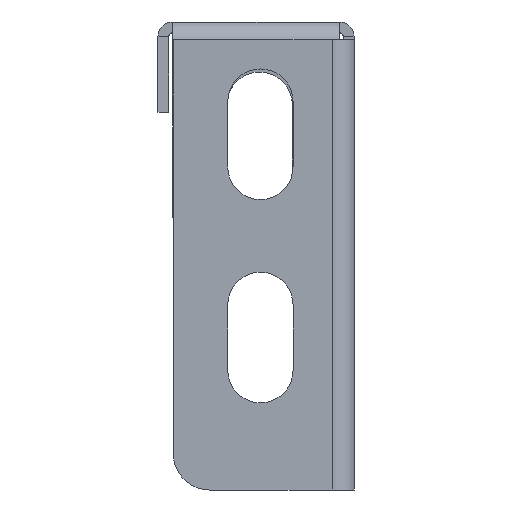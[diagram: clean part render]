
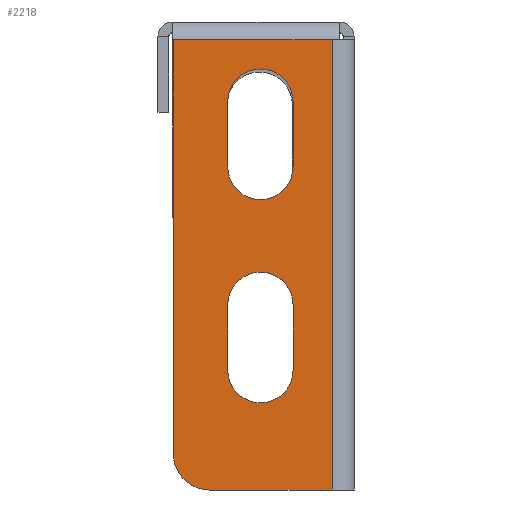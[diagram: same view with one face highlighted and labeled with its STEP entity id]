
A CAD part, left-side view. The second image highlights one B-rep face of the part: STEP entity #2218.
In plain terms, the highlighted planar face has unit normal (-1, 0, 0).
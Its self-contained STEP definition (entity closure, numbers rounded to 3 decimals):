
#302=DIRECTION('',(0.,0.,1.));
#303=VECTOR('',#302,62.);
#304=CARTESIAN_POINT('',(22.,65.,-62.965));
#305=LINE('',#304,#303);
#316=DIRECTION('',(0.,-1.,0.));
#317=VECTOR('',#316,16.894);
#318=CARTESIAN_POINT('',(22.,81.894,-62.965));
#319=LINE('',#318,#317);
#320=CARTESIAN_POINT('',(22.,81.894,-57.965));
#321=DIRECTION('',(-1.,0.,0.));
#322=DIRECTION('',(0.,1.,0.));
#323=AXIS2_PLACEMENT_3D('',#320,#321,#322);
#325=DIRECTION('',(0.,0.,-1.));
#326=VECTOR('',#325,57.);
#327=CARTESIAN_POINT('',(22.,86.894,-0.965));
#328=LINE('',#327,#326);
#329=DIRECTION('',(0.,1.,0.));
#330=VECTOR('',#329,21.894);
#331=CARTESIAN_POINT('',(22.,65.,-0.965));
#332=LINE('',#331,#330);
#333=CARTESIAN_POINT('',(22.,74.894,-37.465));
#334=DIRECTION('',(1.,0.,0.));
#335=DIRECTION('',(0.,1.,0.));
#336=AXIS2_PLACEMENT_3D('',#333,#334,#335);
#338=DIRECTION('',(0.,0.,1.));
#339=VECTOR('',#338,9.);
#340=CARTESIAN_POINT('',(22.,79.394,-46.465));
#341=LINE('',#340,#339);
#342=CARTESIAN_POINT('',(22.,74.894,-46.465));
#343=DIRECTION('',(1.,0.,0.));
#344=DIRECTION('',(0.,-1.,0.));
#345=AXIS2_PLACEMENT_3D('',#342,#343,#344);
#347=DIRECTION('',(0.,0.,-1.));
#348=VECTOR('',#347,9.);
#349=CARTESIAN_POINT('',(22.,70.394,-37.465));
#350=LINE('',#349,#348);
#351=CARTESIAN_POINT('',(22.,74.894,-9.465));
#352=DIRECTION('',(1.,0.,0.));
#353=DIRECTION('',(0.,1.,0.));
#354=AXIS2_PLACEMENT_3D('',#351,#352,#353);
#356=DIRECTION('',(0.,0.,1.));
#357=VECTOR('',#356,9.);
#358=CARTESIAN_POINT('',(22.,79.394,-18.465));
#359=LINE('',#358,#357);
#360=CARTESIAN_POINT('',(22.,74.894,-18.465));
#361=DIRECTION('',(1.,0.,0.));
#362=DIRECTION('',(0.,-1.,0.));
#363=AXIS2_PLACEMENT_3D('',#360,#361,#362);
#365=DIRECTION('',(0.,0.,-1.));
#366=VECTOR('',#365,9.);
#367=CARTESIAN_POINT('',(22.,70.394,-9.465));
#368=LINE('',#367,#366);
#1651=CARTESIAN_POINT('',(22.,86.894,-0.965));
#1652=CARTESIAN_POINT('',(22.,86.894,-57.965));
#1653=VERTEX_POINT('',#1651);
#1654=VERTEX_POINT('',#1652);
#1655=CARTESIAN_POINT('',(22.,81.894,-62.965));
#1656=VERTEX_POINT('',#1655);
#1759=CARTESIAN_POINT('',(22.,79.394,-9.465));
#1760=CARTESIAN_POINT('',(22.,70.394,-9.465));
#1761=VERTEX_POINT('',#1759);
#1762=VERTEX_POINT('',#1760);
#1763=CARTESIAN_POINT('',(22.,70.394,-18.465));
#1764=VERTEX_POINT('',#1763);
#1765=CARTESIAN_POINT('',(22.,79.394,-18.465));
#1766=VERTEX_POINT('',#1765);
#1767=CARTESIAN_POINT('',(22.,79.394,-37.465));
#1768=CARTESIAN_POINT('',(22.,70.394,-37.465));
#1769=VERTEX_POINT('',#1767);
#1770=VERTEX_POINT('',#1768);
#1771=CARTESIAN_POINT('',(22.,70.394,-46.465));
#1772=VERTEX_POINT('',#1771);
#1773=CARTESIAN_POINT('',(22.,79.394,-46.465));
#1774=VERTEX_POINT('',#1773);
#1941=CARTESIAN_POINT('',(22.,65.,-62.965));
#1942=VERTEX_POINT('',#1941);
#1943=CARTESIAN_POINT('',(22.,65.,-0.965));
#1944=VERTEX_POINT('',#1943);
#2182=CARTESIAN_POINT('',(22.,86.894,-62.965));
#2183=DIRECTION('',(-1.,0.,0.));
#2184=DIRECTION('',(0.,-1.,0.));
#2185=AXIS2_PLACEMENT_3D('',#2182,#2183,#2184);
#2186=PLANE('',#2185);
#2187=ORIENTED_EDGE('',*,*,#2172,.F.);
#2189=ORIENTED_EDGE('',*,*,#2188,.F.);
#2191=ORIENTED_EDGE('',*,*,#2190,.F.);
#2193=ORIENTED_EDGE('',*,*,#2192,.F.);
#2195=ORIENTED_EDGE('',*,*,#2194,.F.);
#2196=EDGE_LOOP('',(#2187,#2189,#2191,#2193,#2195));
#2197=FACE_OUTER_BOUND('',#2196,.F.);
#2199=ORIENTED_EDGE('',*,*,#2198,.F.);
#2201=ORIENTED_EDGE('',*,*,#2200,.F.);
#2203=ORIENTED_EDGE('',*,*,#2202,.F.);
#2205=ORIENTED_EDGE('',*,*,#2204,.F.);
#2206=EDGE_LOOP('',(#2199,#2201,#2203,#2205));
#2207=FACE_BOUND('',#2206,.F.);
#2209=ORIENTED_EDGE('',*,*,#2208,.F.);
#2211=ORIENTED_EDGE('',*,*,#2210,.F.);
#2213=ORIENTED_EDGE('',*,*,#2212,.F.);
#2215=ORIENTED_EDGE('',*,*,#2214,.F.);
#2216=EDGE_LOOP('',(#2209,#2211,#2213,#2215));
#2217=FACE_BOUND('',#2216,.F.);
#2218=ADVANCED_FACE('',(#2197,#2207,#2217),#2186,.T.);
#324=CIRCLE('',#323,5.);
#337=CIRCLE('',#336,4.5);
#346=CIRCLE('',#345,4.5);
#355=CIRCLE('',#354,4.5);
#364=CIRCLE('',#363,4.5);
#2172=EDGE_CURVE('',#1942,#1944,#305,.T.);
#2188=EDGE_CURVE('',#1656,#1942,#319,.T.);
#2190=EDGE_CURVE('',#1654,#1656,#324,.T.);
#2192=EDGE_CURVE('',#1653,#1654,#328,.T.);
#2194=EDGE_CURVE('',#1944,#1653,#332,.T.);
#2198=EDGE_CURVE('',#1769,#1770,#337,.T.);
#2200=EDGE_CURVE('',#1774,#1769,#341,.T.);
#2202=EDGE_CURVE('',#1772,#1774,#346,.T.);
#2204=EDGE_CURVE('',#1770,#1772,#350,.T.);
#2208=EDGE_CURVE('',#1761,#1762,#355,.T.);
#2210=EDGE_CURVE('',#1766,#1761,#359,.T.);
#2212=EDGE_CURVE('',#1764,#1766,#364,.T.);
#2214=EDGE_CURVE('',#1762,#1764,#368,.T.);
